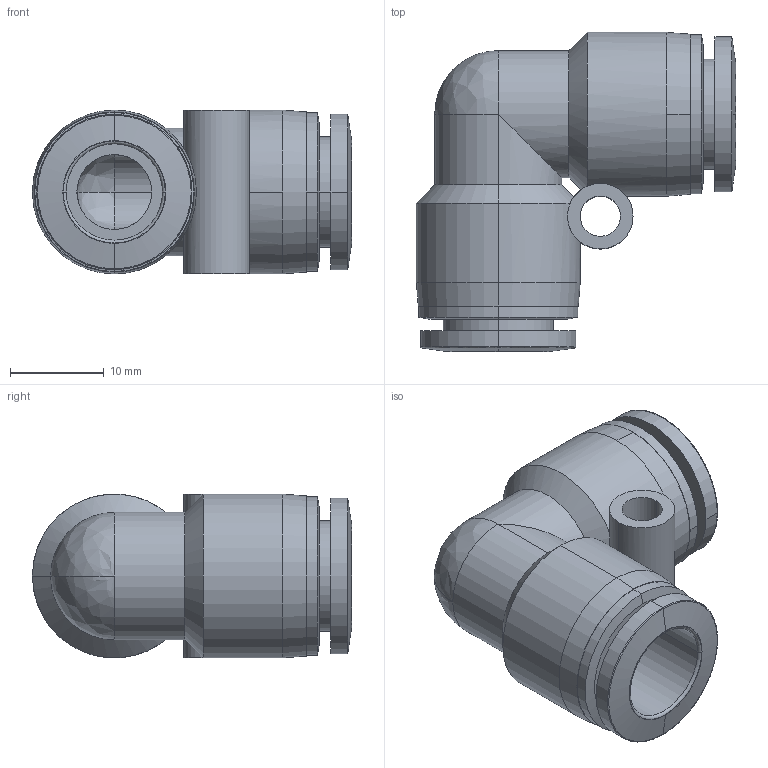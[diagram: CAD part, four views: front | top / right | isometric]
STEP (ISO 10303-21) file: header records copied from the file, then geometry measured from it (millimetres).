
FILE_DESCRIPTION (( 'STEP AP214' ), '1' );
FILE_NAME ('UL10M.step', '2016-02-24T20:48:28', ( '' ), ( '' ), 'SwSTEP 2.0', 'SolidWorks 2015', '' );
FILE_SCHEMA (( 'AUTOMOTIVE_DESIGN' ));
Length unit declared in the file: inch
Products named in the file (1): UL10M
Bounding box: 34.1 x 34.1 x 17.5 mm (x, y, z)
Volume: 6439.9 mm3; surface area: 5321 mm2
Topology: 1 solids, 1 shells, 72 faces, 166 edges, 99 vertices
Faces by surface type: cylinder 32, cone 16, plane 12, bspline 8, torus 4
Entity records: 3215 total; most frequent: CARTESIAN_POINT 590, DIRECTION 381, ORIENTED_EDGE 324, AXIS2_PLACEMENT_3D 166, EDGE_CURVE 162, CIRCLE 101, VERTEX_POINT 99, EDGE_LOOP 85
